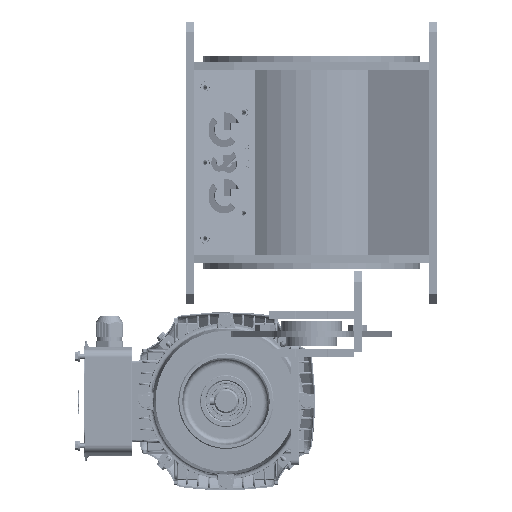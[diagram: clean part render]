
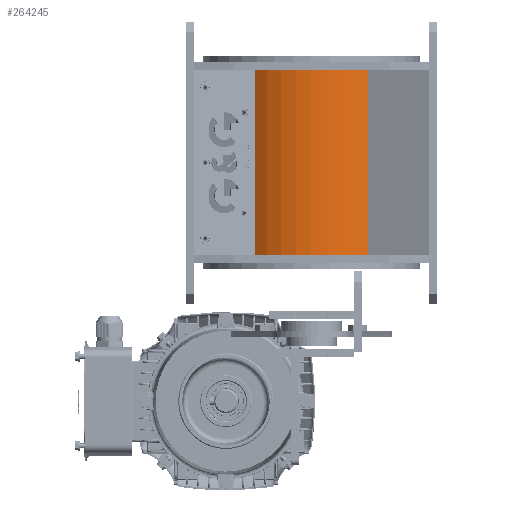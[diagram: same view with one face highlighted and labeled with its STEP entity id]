
A CAD part, left-side view. The second image highlights one B-rep face of the part: STEP entity #264245.
In plain terms, the highlighted cylindrical face has radius 93 mm (diameter 186 mm), a partial arc.
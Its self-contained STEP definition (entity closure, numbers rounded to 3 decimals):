
#672 = CARTESIAN_POINT ( 'NONE',  ( 73.782, -92., -56.615 ) ) ;
#13452 = CARTESIAN_POINT ( 'NONE',  ( 0., -92., 0. ) ) ;
#17496 = LINE ( 'NONE', #248399, #215288 ) ;
#43275 = FACE_OUTER_BOUND ( 'NONE', #248023, .T. ) ;
#44700 = ORIENTED_EDGE ( 'NONE', *, *, #53147, .F. ) ;
#45452 = CIRCLE ( 'NONE', #228528, 93. ) ;
#53147 = EDGE_CURVE ( 'NONE', #313310, #109887, #102583, .T. ) ;
#89602 = DIRECTION ( 'NONE',  ( 0., -1., 0. ) ) ;
#92416 = DIRECTION ( 'NONE',  ( 0., -1., 0. ) ) ;
#96813 = EDGE_CURVE ( 'NONE', #265080, #109887, #314056, .T. ) ;
#102583 = CIRCLE ( 'NONE', #149574, 93. ) ;
#109887 = VERTEX_POINT ( 'NONE', #140456 ) ;
#114896 = CARTESIAN_POINT ( 'NONE',  ( 0., 92., 0. ) ) ;
#115724 = CARTESIAN_POINT ( 'NONE',  ( 73.782, 92., 56.615 ) ) ;
#125863 = EDGE_CURVE ( 'NONE', #270171, #265080, #45452, .T. ) ;
#140456 = CARTESIAN_POINT ( 'NONE',  ( 73.782, -92., 56.615 ) ) ;
#143163 = CARTESIAN_POINT ( 'NONE',  ( 0., 0., 0. ) ) ;
#144782 = CYLINDRICAL_SURFACE ( 'NONE', #253537, 93. ) ;
#149574 = AXIS2_PLACEMENT_3D ( 'NONE', #13452, #285455, #288654 ) ;
#155689 = ORIENTED_EDGE ( 'NONE', *, *, #96813, .T. ) ;
#177141 = ORIENTED_EDGE ( 'NONE', *, *, #194512, .F. ) ;
#194512 = EDGE_CURVE ( 'NONE', #270171, #313310, #17496, .T. ) ;
#195581 = DIRECTION ( 'NONE',  ( 0., 0., -1. ) ) ;
#210519 = CARTESIAN_POINT ( 'NONE',  ( 73.782, 92., 56.615 ) ) ;
#215288 = VECTOR ( 'NONE', #222167, 1000. ) ;
#222167 = DIRECTION ( 'NONE',  ( 0., -1., 0. ) ) ;
#228528 = AXIS2_PLACEMENT_3D ( 'NONE', #114896, #267264, #291853 ) ;
#235374 = CARTESIAN_POINT ( 'NONE',  ( 73.782, 92., -56.615 ) ) ;
#248023 = EDGE_LOOP ( 'NONE', ( #306430, #155689, #44700, #177141 ) ) ;
#248399 = CARTESIAN_POINT ( 'NONE',  ( 73.782, 92., -56.615 ) ) ;
#253537 = AXIS2_PLACEMENT_3D ( 'NONE', #143163, #92416, #195581 ) ;
#264245 = ADVANCED_FACE ( 'NONE', ( #43275 ), #144782, .T. ) ;
#265080 = VERTEX_POINT ( 'NONE', #210519 ) ;
#267264 = DIRECTION ( 'NONE',  ( 0., -1., 0. ) ) ;
#270171 = VERTEX_POINT ( 'NONE', #235374 ) ;
#285455 = DIRECTION ( 'NONE',  ( 0., -1., 0. ) ) ;
#288654 = DIRECTION ( 'NONE',  ( 0., 0., -1. ) ) ;
#291853 = DIRECTION ( 'NONE',  ( 0., 0., -1. ) ) ;
#301709 = VECTOR ( 'NONE', #89602, 1000. ) ;
#306430 = ORIENTED_EDGE ( 'NONE', *, *, #125863, .T. ) ;
#313310 = VERTEX_POINT ( 'NONE', #672 ) ;
#314056 = LINE ( 'NONE', #115724, #301709 ) ;
